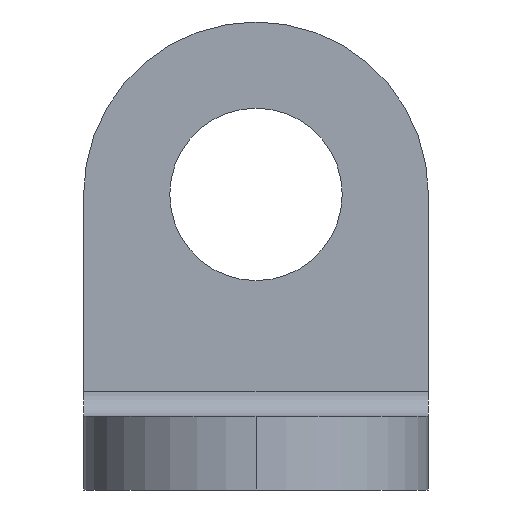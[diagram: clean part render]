
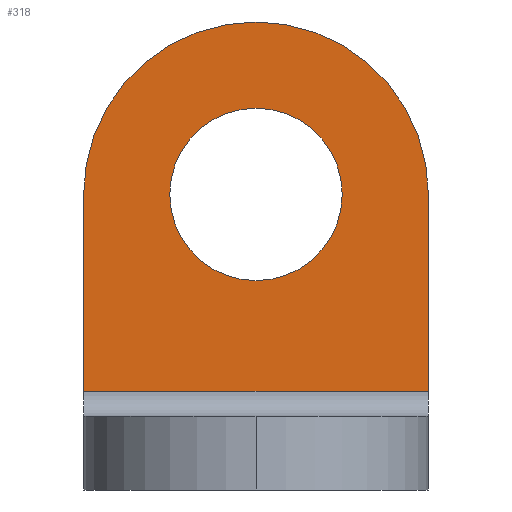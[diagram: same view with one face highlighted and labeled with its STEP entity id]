
A CAD part, front view. The second image highlights one B-rep face of the part: STEP entity #318.
In plain terms, the highlighted planar face has unit normal (0, -1, 0).
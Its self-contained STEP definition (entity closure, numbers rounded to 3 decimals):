
#4 = VECTOR ( 'NONE', #796, 1000. ) ;
#19 = CARTESIAN_POINT ( 'NONE',  ( 3.5, -5., 2. ) ) ;
#32 = VERTEX_POINT ( 'NONE', #696 ) ;
#45 = DIRECTION ( 'NONE',  ( 0., -1., 0. ) ) ;
#53 = EDGE_CURVE ( 'NONE', #538, #436, #115, .T. ) ;
#61 = CARTESIAN_POINT ( 'NONE',  ( 3.5, -5., 6. ) ) ;
#72 = CIRCLE ( 'NONE', #154, 1.75 ) ;
#79 = PLANE ( 'NONE',  #184 ) ;
#80 = VERTEX_POINT ( 'NONE', #61 ) ;
#113 = CARTESIAN_POINT ( 'NONE',  ( -3.5, -5., 2. ) ) ;
#115 = LINE ( 'NONE', #121, #155 ) ;
#121 = CARTESIAN_POINT ( 'NONE',  ( 3.5, -5., 2. ) ) ;
#132 = ORIENTED_EDGE ( 'NONE', *, *, #618, .F. ) ;
#143 = AXIS2_PLACEMENT_3D ( 'NONE', #779, #645, #220 ) ;
#154 = AXIS2_PLACEMENT_3D ( 'NONE', #199, #649, #277 ) ;
#155 = VECTOR ( 'NONE', #704, 1000. ) ;
#170 = DIRECTION ( 'NONE',  ( 0., 0., -1. ) ) ;
#173 = DIRECTION ( 'NONE',  ( 0., 0., 1. ) ) ;
#175 = CARTESIAN_POINT ( 'NONE',  ( 0., -5., 7.75 ) ) ;
#184 = AXIS2_PLACEMENT_3D ( 'NONE', #214, #331, #468 ) ;
#195 = CIRCLE ( 'NONE', #143, 1.75 ) ;
#199 = CARTESIAN_POINT ( 'NONE',  ( 0., -5., 6. ) ) ;
#214 = CARTESIAN_POINT ( 'NONE',  ( -3.5, -5., 9.5 ) ) ;
#220 = DIRECTION ( 'NONE',  ( 0., 0., 1. ) ) ;
#261 = CARTESIAN_POINT ( 'NONE',  ( 3.5, -5., 9.5 ) ) ;
#265 = FACE_BOUND ( 'NONE', #811, .T. ) ;
#277 = DIRECTION ( 'NONE',  ( 0., 0., 1. ) ) ;
#279 = LINE ( 'NONE', #737, #361 ) ;
#318 = ADVANCED_FACE ( 'NONE', ( #265, #655 ), #79, .F. ) ;
#319 = ORIENTED_EDGE ( 'NONE', *, *, #53, .T. ) ;
#331 = DIRECTION ( 'NONE',  ( 0., 1., 0. ) ) ;
#361 = VECTOR ( 'NONE', #170, 1000. ) ;
#391 = ORIENTED_EDGE ( 'NONE', *, *, #638, .T. ) ;
#436 = VERTEX_POINT ( 'NONE', #19 ) ;
#459 = EDGE_CURVE ( 'NONE', #500, #538, #279, .T. ) ;
#463 = CIRCLE ( 'NONE', #714, 3.5 ) ;
#468 = DIRECTION ( 'NONE',  ( 0., 0., 1. ) ) ;
#475 = LINE ( 'NONE', #261, #4 ) ;
#487 = DIRECTION ( 'NONE',  ( 0., -1., 0. ) ) ;
#493 = CARTESIAN_POINT ( 'NONE',  ( -3.5, -5., 6. ) ) ;
#500 = VERTEX_POINT ( 'NONE', #493 ) ;
#505 = ORIENTED_EDGE ( 'NONE', *, *, #781, .T. ) ;
#538 = VERTEX_POINT ( 'NONE', #113 ) ;
#565 = EDGE_CURVE ( 'NONE', #80, #32, #463, .T. ) ;
#611 = ORIENTED_EDGE ( 'NONE', *, *, #565, .T. ) ;
#618 = EDGE_CURVE ( 'NONE', #80, #436, #475, .T. ) ;
#622 = CARTESIAN_POINT ( 'NONE',  ( 0., -5., 6. ) ) ;
#638 = EDGE_CURVE ( 'NONE', #733, #834, #72, .T. ) ;
#645 = DIRECTION ( 'NONE',  ( 0., 1., 0. ) ) ;
#647 = EDGE_CURVE ( 'NONE', #834, #733, #195, .T. ) ;
#649 = DIRECTION ( 'NONE',  ( 0., 1., 0. ) ) ;
#655 = FACE_OUTER_BOUND ( 'NONE', #825, .T. ) ;
#680 = CARTESIAN_POINT ( 'NONE',  ( 0., -5., 6. ) ) ;
#696 = CARTESIAN_POINT ( 'NONE',  ( 0., -5., 9.5 ) ) ;
#698 = CARTESIAN_POINT ( 'NONE',  ( 0., -5., 4.25 ) ) ;
#704 = DIRECTION ( 'NONE',  ( 1., 0., 0. ) ) ;
#714 = AXIS2_PLACEMENT_3D ( 'NONE', #680, #45, #766 ) ;
#720 = ORIENTED_EDGE ( 'NONE', *, *, #459, .T. ) ;
#733 = VERTEX_POINT ( 'NONE', #175 ) ;
#737 = CARTESIAN_POINT ( 'NONE',  ( -3.5, -5., 9.5 ) ) ;
#743 = AXIS2_PLACEMENT_3D ( 'NONE', #622, #487, #173 ) ;
#764 = ORIENTED_EDGE ( 'NONE', *, *, #647, .T. ) ;
#766 = DIRECTION ( 'NONE',  ( 0., 0., 1. ) ) ;
#779 = CARTESIAN_POINT ( 'NONE',  ( 0., -5., 6. ) ) ;
#781 = EDGE_CURVE ( 'NONE', #32, #500, #787, .T. ) ;
#787 = CIRCLE ( 'NONE', #743, 3.5 ) ;
#796 = DIRECTION ( 'NONE',  ( 0., 0., -1. ) ) ;
#811 = EDGE_LOOP ( 'NONE', ( #391, #764 ) ) ;
#825 = EDGE_LOOP ( 'NONE', ( #720, #319, #132, #611, #505 ) ) ;
#834 = VERTEX_POINT ( 'NONE', #698 ) ;
